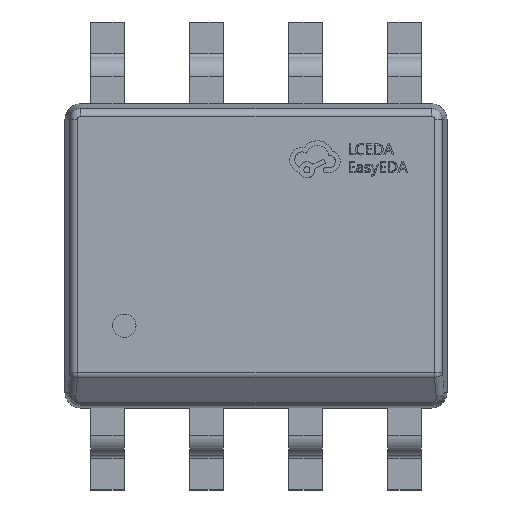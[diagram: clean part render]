
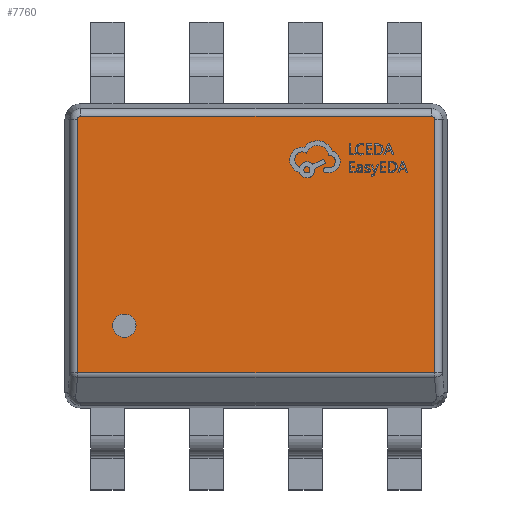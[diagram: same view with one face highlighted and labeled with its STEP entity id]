
A CAD part, top view. The second image highlights one B-rep face of the part: STEP entity #7760.
In plain terms, the highlighted planar face has unit normal (0, 0, 1).
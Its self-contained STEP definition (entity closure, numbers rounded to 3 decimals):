
#135 = CARTESIAN_POINT ( 'NONE',  ( 2.288, 1.75, 0.7 ) ) ;
#384 = VERTEX_POINT ( 'NONE', #20104 ) ;
#709 = ORIENTED_EDGE ( 'NONE', *, *, #12749, .T. ) ;
#839 = EDGE_CURVE ( 'NONE', #384, #13607, #13055, .T. ) ;
#901 = EDGE_CURVE ( 'NONE', #13607, #384, #14421, .T. ) ;
#1140 = CARTESIAN_POINT ( 'NONE',  ( -2.25, 1.788, 0.7 ) ) ;
#1214 = DIRECTION ( 'NONE',  ( 0., 0., 1. ) ) ;
#1317 = CARTESIAN_POINT ( 'NONE',  ( -1.688, -0.897, 0.7 ) ) ;
#1601 = AXIS2_PLACEMENT_3D ( 'NONE', #13847, #5649, #12138 ) ;
#1971 = ORIENTED_EDGE ( 'NONE', *, *, #839, .F. ) ;
#2571 = EDGE_CURVE ( 'NONE', #5744, #6141, #14519, .T. ) ;
#2609 = CARTESIAN_POINT ( 'NONE',  ( -1.688, -0.897, 0.7 ) ) ;
#3171 = AXIS2_PLACEMENT_3D ( 'NONE', #18717, #7635, #15587 ) ;
#3669 = CARTESIAN_POINT ( 'NONE',  ( -2.288, 1.75, 0.7 ) ) ;
#4583 = EDGE_CURVE ( 'NONE', #20348, #18777, #9564, .T. ) ;
#4783 = ORIENTED_EDGE ( 'NONE', *, *, #901, .F. ) ;
#4843 = CARTESIAN_POINT ( 'NONE',  ( -2.25, 1.788, 0.7 ) ) ;
#5649 = DIRECTION ( 'NONE',  ( 0., 0., 1. ) ) ;
#5744 = VERTEX_POINT ( 'NONE', #135 ) ;
#6056 = FACE_OUTER_BOUND ( 'NONE', #8310, .T. ) ;
#6141 = VERTEX_POINT ( 'NONE', #17466 ) ;
#6390 = ORIENTED_EDGE ( 'NONE', *, *, #16976, .T. ) ;
#7293 = ORIENTED_EDGE ( 'NONE', *, *, #2571, .T. ) ;
#7635 = DIRECTION ( 'NONE',  ( 0., 0., 1. ) ) ;
#7648 = AXIS2_PLACEMENT_3D ( 'NONE', #1317, #15893, #12385 ) ;
#7715 = CARTESIAN_POINT ( 'NONE',  ( -2.25, -1.497, 0.7 ) ) ;
#7760 = ADVANCED_FACE ( 'NONE', ( #13912, #6056 ), #12202, .T. ) ;
#8310 = EDGE_LOOP ( 'NONE', ( #9016, #709, #6390, #7293, #13973, #12063 ) ) ;
#8883 = LINE ( 'NONE', #13583, #9930 ) ;
#9016 = ORIENTED_EDGE ( 'NONE', *, *, #12478, .T. ) ;
#9334 = CARTESIAN_POINT ( 'NONE',  ( -2.288, -1.497, 0.7 ) ) ;
#9564 = CIRCLE ( 'NONE', #11939, 0.038 ) ;
#9930 = VECTOR ( 'NONE', #11780, 1000. ) ;
#10229 = CARTESIAN_POINT ( 'NONE',  ( 2.288, -1.497, 0.7 ) ) ;
#10899 = CARTESIAN_POINT ( 'NONE',  ( 2.288, 1.75, 0.7 ) ) ;
#11012 = LINE ( 'NONE', #10899, #13358 ) ;
#11149 = EDGE_LOOP ( 'NONE', ( #1971, #4783 ) ) ;
#11227 = CARTESIAN_POINT ( 'NONE',  ( -2.25, 1.75, 0.7 ) ) ;
#11780 = DIRECTION ( 'NONE',  ( 0., -1., 0. ) ) ;
#11939 = AXIS2_PLACEMENT_3D ( 'NONE', #11227, #12823, #20958 ) ;
#12063 = ORIENTED_EDGE ( 'NONE', *, *, #4583, .T. ) ;
#12138 = DIRECTION ( 'NONE',  ( 1., 0., 0. ) ) ;
#12202 = PLANE ( 'NONE',  #3171 ) ;
#12385 = DIRECTION ( 'NONE',  ( 1., 0., 0. ) ) ;
#12478 = EDGE_CURVE ( 'NONE', #18777, #16678, #8883, .T. ) ;
#12749 = EDGE_CURVE ( 'NONE', #16678, #20881, #18916, .T. ) ;
#12823 = DIRECTION ( 'NONE',  ( 0., 0., 1. ) ) ;
#12826 = LINE ( 'NONE', #4843, #17175 ) ;
#12997 = CARTESIAN_POINT ( 'NONE',  ( -1.838, -0.897, 0.7 ) ) ;
#13055 = CIRCLE ( 'NONE', #7648, 0.15 ) ;
#13358 = VECTOR ( 'NONE', #19357, 1000. ) ;
#13583 = CARTESIAN_POINT ( 'NONE',  ( -2.288, -1.532, 0.7 ) ) ;
#13607 = VERTEX_POINT ( 'NONE', #12997 ) ;
#13847 = CARTESIAN_POINT ( 'NONE',  ( 2.25, 1.75, 0.7 ) ) ;
#13912 = FACE_BOUND ( 'NONE', #11149, .T. ) ;
#13973 = ORIENTED_EDGE ( 'NONE', *, *, #18668, .T. ) ;
#14199 = DIRECTION ( 'NONE',  ( 1., 0., 0. ) ) ;
#14421 = CIRCLE ( 'NONE', #20923, 0.15 ) ;
#14519 = CIRCLE ( 'NONE', #1601, 0.038 ) ;
#14616 = VECTOR ( 'NONE', #14199, 1000. ) ;
#15587 = DIRECTION ( 'NONE',  ( 1., 0., 0. ) ) ;
#15893 = DIRECTION ( 'NONE',  ( 0., 0., 1. ) ) ;
#15990 = DIRECTION ( 'NONE',  ( 1., 0., 0. ) ) ;
#16678 = VERTEX_POINT ( 'NONE', #9334 ) ;
#16976 = EDGE_CURVE ( 'NONE', #20881, #5744, #11012, .T. ) ;
#17175 = VECTOR ( 'NONE', #18041, 1000. ) ;
#17466 = CARTESIAN_POINT ( 'NONE',  ( 2.25, 1.788, 0.7 ) ) ;
#18041 = DIRECTION ( 'NONE',  ( -1., 0., 0. ) ) ;
#18668 = EDGE_CURVE ( 'NONE', #6141, #20348, #12826, .T. ) ;
#18717 = CARTESIAN_POINT ( 'NONE',  ( -2.25, -1.75, 0.7 ) ) ;
#18777 = VERTEX_POINT ( 'NONE', #3669 ) ;
#18916 = LINE ( 'NONE', #7715, #14616 ) ;
#19357 = DIRECTION ( 'NONE',  ( 0., 1., 0. ) ) ;
#20104 = CARTESIAN_POINT ( 'NONE',  ( -1.538, -0.897, 0.7 ) ) ;
#20348 = VERTEX_POINT ( 'NONE', #1140 ) ;
#20881 = VERTEX_POINT ( 'NONE', #10229 ) ;
#20923 = AXIS2_PLACEMENT_3D ( 'NONE', #2609, #1214, #15990 ) ;
#20958 = DIRECTION ( 'NONE',  ( 1., 0., 0. ) ) ;
